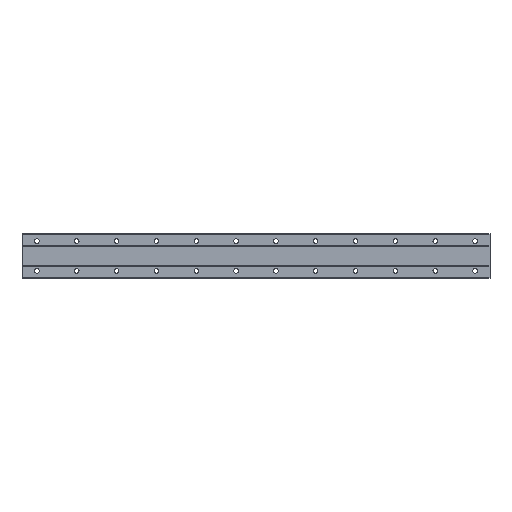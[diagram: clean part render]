
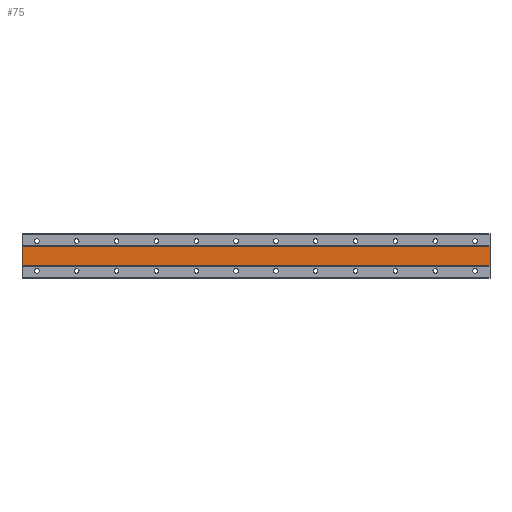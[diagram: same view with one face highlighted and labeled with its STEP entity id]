
A CAD part, front view. The second image highlights one B-rep face of the part: STEP entity #75.
In plain terms, the highlighted planar face has unit normal (0, -1, 0).
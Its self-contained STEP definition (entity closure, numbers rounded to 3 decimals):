
#75 = ADVANCED_FACE ( 'NONE', ( #805 ), #4206, .F. ) ;
#142 = DIRECTION ( 'NONE',  ( 1., 0., 0. ) ) ;
#433 = LINE ( 'NONE', #1252, #1886 ) ;
#805 = FACE_OUTER_BOUND ( 'NONE', #2164, .T. ) ;
#911 = LINE ( 'NONE', #3911, #1018 ) ;
#1018 = VECTOR ( 'NONE', #1360, 1000. ) ;
#1071 = AXIS2_PLACEMENT_3D ( 'NONE', #2655, #2330, #4592 ) ;
#1252 = CARTESIAN_POINT ( 'NONE',  ( 910., 1., -20. ) ) ;
#1360 = DIRECTION ( 'NONE',  ( 0., 0., -1. ) ) ;
#1466 = ORIENTED_EDGE ( 'NONE', *, *, #3036, .F. ) ;
#1580 = EDGE_CURVE ( 'NONE', #3822, #1813, #911, .T. ) ;
#1647 = CARTESIAN_POINT ( 'NONE',  ( 910., 1., -20. ) ) ;
#1788 = EDGE_CURVE ( 'NONE', #1813, #4383, #433, .T. ) ;
#1790 = EDGE_CURVE ( 'NONE', #3067, #3822, #2018, .T. ) ;
#1813 = VERTEX_POINT ( 'NONE', #1647 ) ;
#1886 = VECTOR ( 'NONE', #2696, 1000. ) ;
#2018 = LINE ( 'NONE', #3500, #4783 ) ;
#2164 = EDGE_LOOP ( 'NONE', ( #3315, #4352, #2701, #1466 ) ) ;
#2236 = DIRECTION ( 'NONE',  ( 0., 0., 1. ) ) ;
#2330 = DIRECTION ( 'NONE',  ( 0., 1., 0. ) ) ;
#2655 = CARTESIAN_POINT ( 'NONE',  ( 910., 1., 20. ) ) ;
#2696 = DIRECTION ( 'NONE',  ( -1., 0., 0. ) ) ;
#2701 = ORIENTED_EDGE ( 'NONE', *, *, #1790, .F. ) ;
#3036 = EDGE_CURVE ( 'NONE', #4383, #3067, #3729, .T. ) ;
#3067 = VERTEX_POINT ( 'NONE', #4490 ) ;
#3315 = ORIENTED_EDGE ( 'NONE', *, *, #1788, .F. ) ;
#3500 = CARTESIAN_POINT ( 'NONE',  ( 910., 1., 20. ) ) ;
#3669 = CARTESIAN_POINT ( 'NONE',  ( 910., 1., 20. ) ) ;
#3729 = LINE ( 'NONE', #4400, #4579 ) ;
#3822 = VERTEX_POINT ( 'NONE', #3669 ) ;
#3911 = CARTESIAN_POINT ( 'NONE',  ( 910., 1., 20. ) ) ;
#4206 = PLANE ( 'NONE',  #1071 ) ;
#4281 = CARTESIAN_POINT ( 'NONE',  ( -30., 1., -20. ) ) ;
#4352 = ORIENTED_EDGE ( 'NONE', *, *, #1580, .F. ) ;
#4383 = VERTEX_POINT ( 'NONE', #4281 ) ;
#4400 = CARTESIAN_POINT ( 'NONE',  ( -30., 1., 20. ) ) ;
#4490 = CARTESIAN_POINT ( 'NONE',  ( -30., 1., 20. ) ) ;
#4579 = VECTOR ( 'NONE', #2236, 1000. ) ;
#4592 = DIRECTION ( 'NONE',  ( 0., 0., 1. ) ) ;
#4783 = VECTOR ( 'NONE', #142, 1000. ) ;
